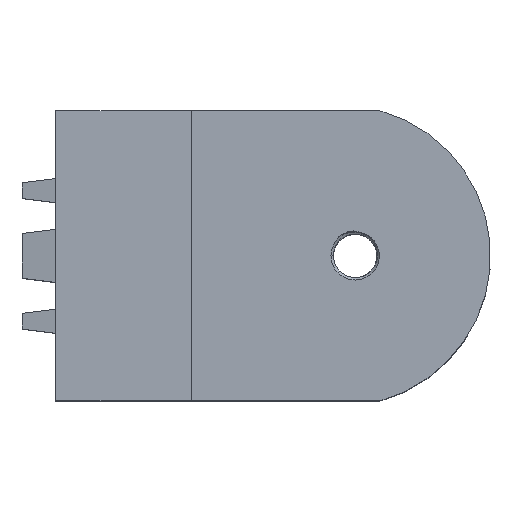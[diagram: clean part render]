
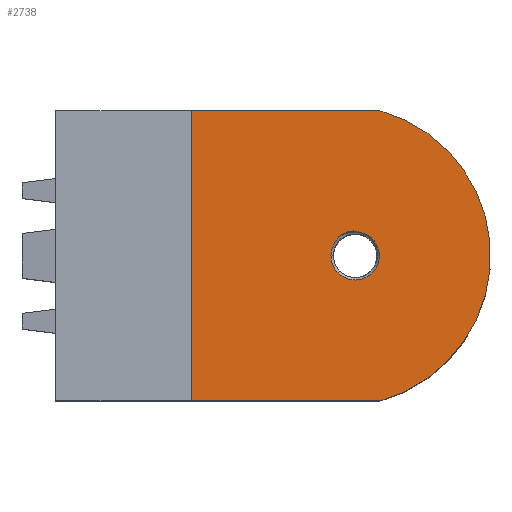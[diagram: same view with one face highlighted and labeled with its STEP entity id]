
A CAD part, top view. The second image highlights one B-rep face of the part: STEP entity #2738.
In plain terms, the highlighted planar face has unit normal (0, 0, 1).
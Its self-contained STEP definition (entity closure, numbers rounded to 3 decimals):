
#134 = VERTEX_POINT ( 'NONE', #1644 ) ;
#135 = VERTEX_POINT ( 'NONE', #1628 ) ;
#157 = VERTEX_POINT ( 'NONE', #3899 ) ;
#162 = VERTEX_POINT ( 'NONE', #3900 ) ;
#176 = VERTEX_POINT ( 'NONE', #3893 ) ;
#200 = VERTEX_POINT ( 'NONE', #383 ) ;
#251 = FACE_BOUND ( 'NONE', #2120, .T. ) ;
#252 = FACE_OUTER_BOUND ( 'NONE', #2121, .T. ) ;
#289 = EDGE_CURVE ( 'NONE', #135, #162, #1330, .T. ) ;
#294 = EDGE_CURVE ( 'NONE', #162, #176, #1333, .T. ) ;
#383 = CARTESIAN_POINT ( 'NONE',  ( 14., 0., -5. ) ) ;
#607 = CARTESIAN_POINT ( 'NONE',  ( 29.105, 16.818, -5. ) ) ;
#608 = CARTESIAN_POINT ( 'NONE',  ( 29.336, 17.015, -5. ) ) ;
#609 = CARTESIAN_POINT ( 'NONE',  ( 29.594, 17.164, -5. ) ) ;
#610 = CARTESIAN_POINT ( 'NONE',  ( 29.88, 17.266, -5. ) ) ;
#613 = CARTESIAN_POINT ( 'NONE',  ( 30.936, 15., -5. ) ) ;
#614 = DIRECTION ( 'NONE',  ( 0., 0., 1. ) ) ;
#615 = DIRECTION ( 'NONE',  ( 1., 0., 0. ) ) ;
#616 = CARTESIAN_POINT ( 'NONE',  ( 29.29, 16.644, -5. ) ) ;
#617 = DIRECTION ( 'NONE',  ( 0.727, -0.687, 0. ) ) ;
#787 = PLANE ( 'NONE',  #3695 ) ;
#788 = CARTESIAN_POINT ( 'NONE',  ( 14., 0., -5. ) ) ;
#789 = DIRECTION ( 'NONE',  ( 0., 0., -1. ) ) ;
#790 = DIRECTION ( 'NONE',  ( 0., 1., 0. ) ) ;
#1330 = CIRCLE ( 'NONE', #1484, 2.5 ) ;
#1333 = CIRCLE ( 'NONE', #1486, 2.5 ) ;
#1484 = AXIS2_PLACEMENT_3D ( 'NONE', #1843, #1844, #1845 ) ;
#1486 = AXIS2_PLACEMENT_3D ( 'NONE', #1875, #1876, #1877 ) ;
#1628 = CARTESIAN_POINT ( 'NONE',  ( 28.436, 15., -5. ) ) ;
#1644 = CARTESIAN_POINT ( 'NONE',  ( 33.5, 30., -5. ) ) ;
#1751 = LINE ( 'NONE', #616, #1753 ) ;
#1752 = CIRCLE ( 'NONE', #3657, 2.5 ) ;
#1753 = VECTOR ( 'NONE', #617, 1000. ) ;
#1817 = EDGE_CURVE ( 'NONE', #200, #157, #3359, .T. ) ;
#1826 = EDGE_CURVE ( 'NONE', #134, #2629, #3377, .T. ) ;
#1829 = EDGE_CURVE ( 'NONE', #134, #157, #3381, .T. ) ;
#1830 = EDGE_CURVE ( 'NONE', #2629, #200, #3383, .T. ) ;
#1843 = CARTESIAN_POINT ( 'NONE',  ( 30.936, 15., -5. ) ) ;
#1844 = DIRECTION ( 'NONE',  ( 0., 0., 1. ) ) ;
#1845 = DIRECTION ( 'NONE',  ( 1., 0., 0. ) ) ;
#1875 = CARTESIAN_POINT ( 'NONE',  ( 30.936, 15., -5. ) ) ;
#1876 = DIRECTION ( 'NONE',  ( 0., 0., 1. ) ) ;
#1877 = DIRECTION ( 'NONE',  ( 1., 0., 0. ) ) ;
#2120 = EDGE_LOOP ( 'NONE', ( #2256, #2257, #2258, #2259, #2260 ) ) ;
#2121 = EDGE_LOOP ( 'NONE', ( #2262, #2264, #2261, #2263 ) ) ;
#2256 = ORIENTED_EDGE ( 'NONE', *, *, #2687, .T. ) ;
#2257 = ORIENTED_EDGE ( 'NONE', *, *, #294, .F. ) ;
#2258 = ORIENTED_EDGE ( 'NONE', *, *, #289, .F. ) ;
#2259 = ORIENTED_EDGE ( 'NONE', *, *, #2689, .F. ) ;
#2260 = ORIENTED_EDGE ( 'NONE', *, *, #2690, .F. ) ;
#2261 = ORIENTED_EDGE ( 'NONE', *, *, #1817, .F. ) ;
#2262 = ORIENTED_EDGE ( 'NONE', *, *, #1826, .F. ) ;
#2263 = ORIENTED_EDGE ( 'NONE', *, *, #1830, .F. ) ;
#2264 = ORIENTED_EDGE ( 'NONE', *, *, #1829, .T. ) ;
#2602 = VERTEX_POINT ( 'NONE', #2906 ) ;
#2619 = VERTEX_POINT ( 'NONE', #2923 ) ;
#2629 = VERTEX_POINT ( 'NONE', #2933 ) ;
#2687 = EDGE_CURVE ( 'NONE', #2602, #176, #3464, .T. ) ;
#2689 = EDGE_CURVE ( 'NONE', #2619, #135, #1752, .T. ) ;
#2690 = EDGE_CURVE ( 'NONE', #2602, #2619, #1751, .T. ) ;
#2738 = ADVANCED_FACE ( 'NONE', ( #251, #252 ), #787, .F. ) ;
#2906 = CARTESIAN_POINT ( 'NONE',  ( 29.105, 16.818, -5. ) ) ;
#2923 = CARTESIAN_POINT ( 'NONE',  ( 29.164, 16.763, -5. ) ) ;
#2933 = CARTESIAN_POINT ( 'NONE',  ( 33.5, 0., -5. ) ) ;
#3153 = CARTESIAN_POINT ( 'NONE',  ( 14., 15., -5. ) ) ;
#3154 = DIRECTION ( 'NONE',  ( 0., 1., 0. ) ) ;
#3172 = CARTESIAN_POINT ( 'NONE',  ( 29.381, 15., -5. ) ) ;
#3173 = DIRECTION ( 'NONE',  ( 0., 0., -1. ) ) ;
#3174 = DIRECTION ( 'NONE',  ( 0., 1., 0. ) ) ;
#3179 = CARTESIAN_POINT ( 'NONE',  ( 16.75, 30., -5. ) ) ;
#3180 = DIRECTION ( 'NONE',  ( -1., 0., 0. ) ) ;
#3181 = CARTESIAN_POINT ( 'NONE',  ( 16.75, 0., -5. ) ) ;
#3182 = DIRECTION ( 'NONE',  ( -1., 0., 0. ) ) ;
#3359 = LINE ( 'NONE', #3153, #3360 ) ;
#3360 = VECTOR ( 'NONE', #3154, 1000. ) ;
#3377 = CIRCLE ( 'NONE', #3644, 15.555 ) ;
#3381 = LINE ( 'NONE', #3179, #3382 ) ;
#3382 = VECTOR ( 'NONE', #3180, 1000. ) ;
#3383 = LINE ( 'NONE', #3181, #3384 ) ;
#3384 = VECTOR ( 'NONE', #3182, 1000. ) ;
#3464 = B_SPLINE_CURVE_WITH_KNOTS ( 'NONE', 3,
 ( #607, #608, #609, #610 ),
 .UNSPECIFIED., .F., .F.,
 ( 4, 4 ),
 ( 0., 0.001 ),
 .UNSPECIFIED. ) ;
#3644 = AXIS2_PLACEMENT_3D ( 'NONE', #3172, #3173, #3174 ) ;
#3657 = AXIS2_PLACEMENT_3D ( 'NONE', #613, #614, #615 ) ;
#3695 = AXIS2_PLACEMENT_3D ( 'NONE', #788, #789, #790 ) ;
#3893 = CARTESIAN_POINT ( 'NONE',  ( 29.88, 17.266, -5. ) ) ;
#3899 = CARTESIAN_POINT ( 'NONE',  ( 14., 30., -5. ) ) ;
#3900 = CARTESIAN_POINT ( 'NONE',  ( 33.436, 15., -5. ) ) ;
